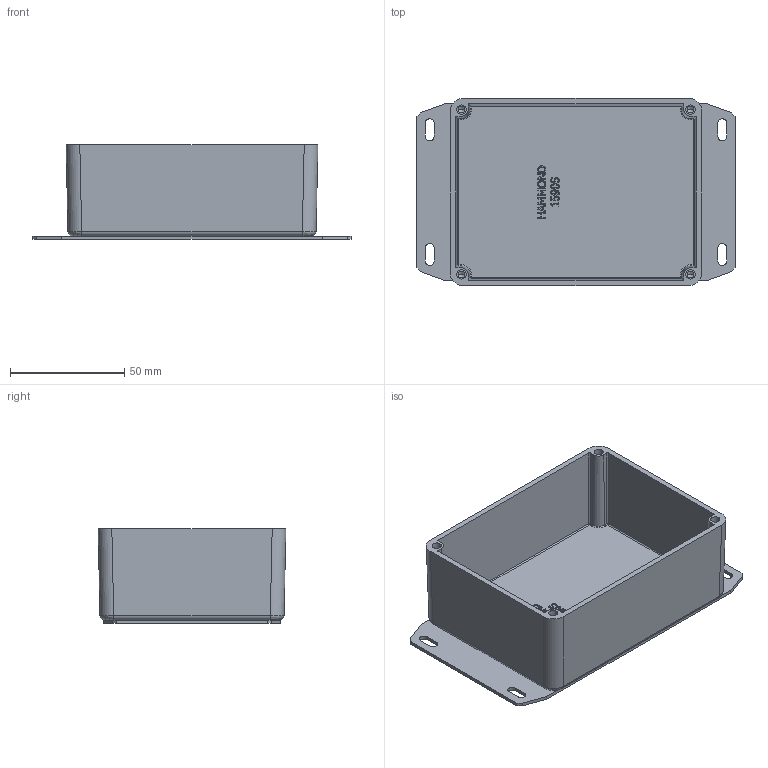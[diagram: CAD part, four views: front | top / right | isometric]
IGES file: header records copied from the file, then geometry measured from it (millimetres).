
Global section: file name: No Iges File Name specified; native system: Autodesk Inventor 2009; preprocessor: AutoDesk Inventor Iges Exporter R2009; author: trinas; date: 20090304.081558; units: millimetre
Bounding box: 139.14 x 82.1 x 41.5 mm (x, y, z)
Volume: 73384.5 mm3; surface area: 51619.7 mm2
Topology: 1 solids, 1 shells, 312 faces, 821 edges, 522 vertices
Faces by surface type: plane 145, bspline 127, revolution 28, cylinder 8, cone 4
